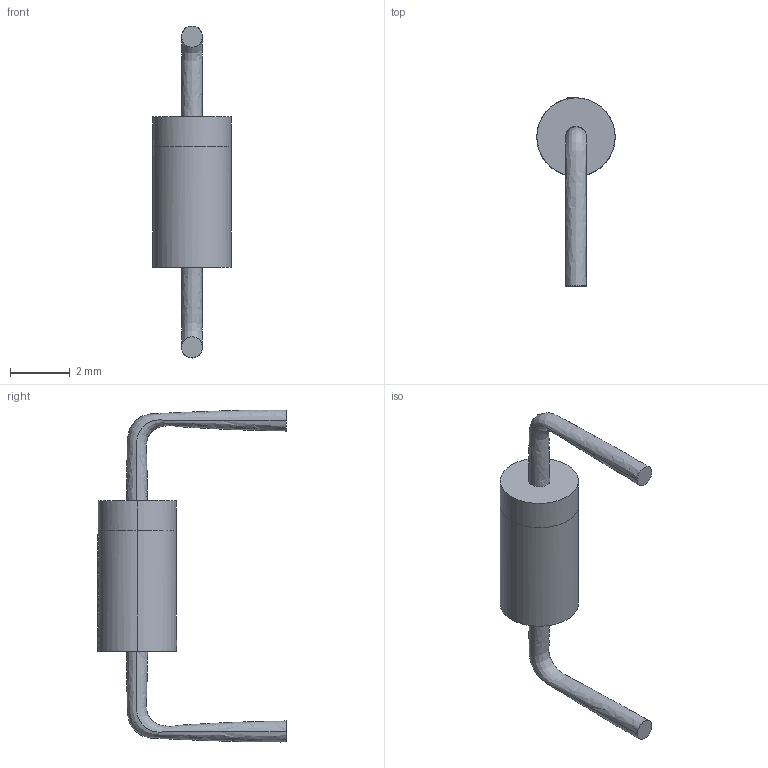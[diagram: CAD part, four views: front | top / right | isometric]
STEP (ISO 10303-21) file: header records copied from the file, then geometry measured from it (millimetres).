
FILE_DESCRIPTION (( 'STEP AP214' ), '1' );
FILE_NAME ('BZX85C5V1 (YJ).STEP', '2022-10-06T09:48:14', ( '' ), ( '' ), 'SwSTEP 2.0', 'SolidWorks 2021', '' );
FILE_SCHEMA (( 'AUTOMOTIVE_DESIGN' ));
Length unit declared in the file: millimetre
Products named in the file (1): BZX85C5V1 (YJ)
Bounding box: 2.64 x 6.32 x 11.15 mm (x, y, z)
Volume: 32.6 mm3; surface area: 84.4 mm2
Topology: 2 solids, 2 shells, 174 faces, 440 edges, 288 vertices
Faces by surface type: plane 84, bspline 82, cylinder 8
Entity records: 9551 total; most frequent: CARTESIAN_POINT 5642, ORIENTED_EDGE 880, DIRECTION 455, EDGE_CURVE 440, VERTEX_POINT 288, VECTOR 227, LINE 227, EDGE_LOOP 192
